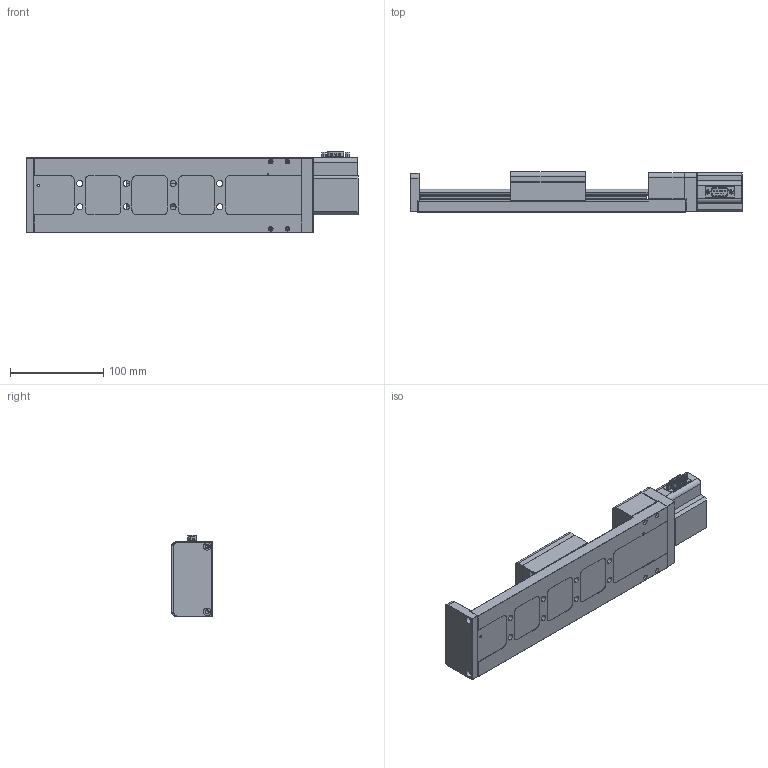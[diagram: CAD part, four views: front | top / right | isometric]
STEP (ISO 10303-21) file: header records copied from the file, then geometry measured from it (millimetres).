
FILE_DESCRIPTION (( 'STEP AP214' ), '1' );
FILE_NAME ('FMS80V-150.STEP', '2021-07-21T12:06:17', ( '' ), ( '' ), 'SwSTEP 2.0', 'SolidWorks 2017', '' );
FILE_SCHEMA (( 'AUTOMOTIVE_DESIGN' ));
Length unit declared in the file: millimetre
Products named in the file (1): FMS80V-150
Bounding box: 355.5 x 43.5 x 86.8 mm (x, y, z)
Volume: 626616.3 mm3; surface area: 198844.3 mm2
Topology: 25 solids, 25 shells, 2530 faces, 6689 edges, 4114 vertices
Faces by surface type: cylinder 1020, plane 740, bspline 335, cone 303, torus 83, sphere 49
Entity records: 112087 total; most frequent: CARTESIAN_POINT 23053, ORIENTED_EDGE 12906, DIRECTION 12452, EDGE_CURVE 6453, AXIS2_PLACEMENT_3D 4701, VERTEX_POINT 4101, LINE 3050, VECTOR 3050
